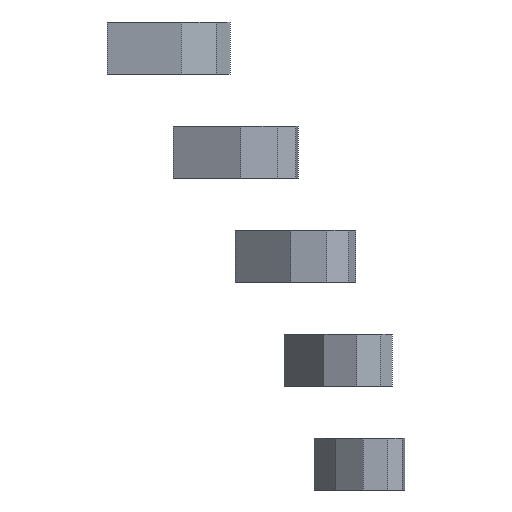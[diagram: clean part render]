
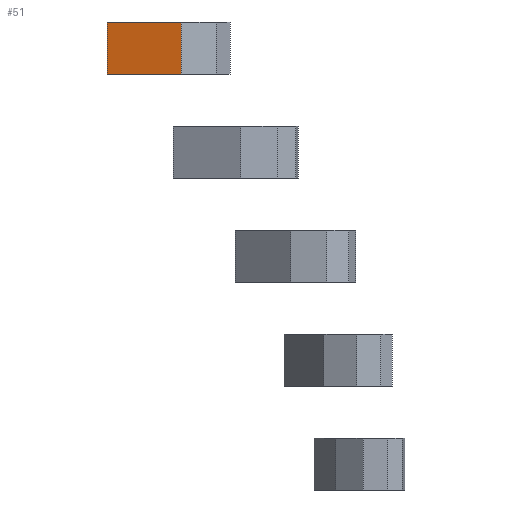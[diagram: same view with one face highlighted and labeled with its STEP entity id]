
A CAD part, left-side view. The second image highlights one B-rep face of the part: STEP entity #51.
In plain terms, the highlighted planar face has unit normal (-0.972, 0.236, 0).
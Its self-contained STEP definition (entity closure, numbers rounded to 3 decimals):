
#51 = ADVANCED_FACE('',(#52),#66,.F.);
#52 = FACE_BOUND('',#53,.F.);
#53 = EDGE_LOOP('',(#54,#89,#117,#145));
#54 = ORIENTED_EDGE('',*,*,#55,.T.);
#55 = EDGE_CURVE('',#56,#58,#60,.T.);
#56 = VERTEX_POINT('',#57);
#57 = CARTESIAN_POINT('',(7.412,26.98,40.));
#58 = VERTEX_POINT('',#59);
#59 = CARTESIAN_POINT('',(7.412,26.98,45.));
#60 = SURFACE_CURVE('',#61,(#65,#77),.PCURVE_S1.);
#61 = LINE('',#62,#63);
#62 = CARTESIAN_POINT('',(7.412,26.98,40.));
#63 = VECTOR('',#64,1.);
#64 = DIRECTION('',(0.,0.,1.));
#65 = PCURVE('',#66,#71);
#66 = PLANE('',#67);
#67 = AXIS2_PLACEMENT_3D('',#68,#69,#70);
#68 = CARTESIAN_POINT('',(7.412,26.98,40.));
#69 = DIRECTION('',(0.972,-0.236,0.));
#70 = DIRECTION('',(-0.236,-0.972,0.));
#71 = DEFINITIONAL_REPRESENTATION('',(#72),#76);
#72 = LINE('',#73,#74);
#73 = CARTESIAN_POINT('',(0.,0.));
#74 = VECTOR('',#75,1.);
#75 = DIRECTION('',(0.,-1.));
#76 = ( GEOMETRIC_REPRESENTATION_CONTEXT(2) 
PARAMETRIC_REPRESENTATION_CONTEXT() REPRESENTATION_CONTEXT('2D SPACE',''
  ) );
#77 = PCURVE('',#78,#83);
#78 = PLANE('',#79);
#79 = AXIS2_PLACEMENT_3D('',#80,#81,#82);
#80 = CARTESIAN_POINT('',(9.75,16.887,40.));
#81 = DIRECTION('',(-0.974,-0.226,0.));
#82 = DIRECTION('',(-0.226,0.974,0.));
#83 = DEFINITIONAL_REPRESENTATION('',(#84),#88);
#84 = LINE('',#85,#86);
#85 = CARTESIAN_POINT('',(10.36,0.));
#86 = VECTOR('',#87,1.);
#87 = DIRECTION('',(0.,-1.));
#88 = ( GEOMETRIC_REPRESENTATION_CONTEXT(2) 
PARAMETRIC_REPRESENTATION_CONTEXT() REPRESENTATION_CONTEXT('2D SPACE',''
  ) );
#89 = ORIENTED_EDGE('',*,*,#90,.T.);
#90 = EDGE_CURVE('',#58,#91,#93,.T.);
#91 = VERTEX_POINT('',#92);
#92 = CARTESIAN_POINT('',(5.67,19.821,45.));
#93 = SURFACE_CURVE('',#94,(#98,#105),.PCURVE_S1.);
#94 = LINE('',#95,#96);
#95 = CARTESIAN_POINT('',(7.412,26.98,45.));
#96 = VECTOR('',#97,1.);
#97 = DIRECTION('',(-0.236,-0.972,0.));
#98 = PCURVE('',#66,#99);
#99 = DEFINITIONAL_REPRESENTATION('',(#100),#104);
#100 = LINE('',#101,#102);
#101 = CARTESIAN_POINT('',(0.,-5.));
#102 = VECTOR('',#103,1.);
#103 = DIRECTION('',(1.,-0.));
#104 = ( GEOMETRIC_REPRESENTATION_CONTEXT(2) 
PARAMETRIC_REPRESENTATION_CONTEXT() REPRESENTATION_CONTEXT('2D SPACE',''
  ) );
#105 = PCURVE('',#106,#111);
#106 = PLANE('',#107);
#107 = AXIS2_PLACEMENT_3D('',#108,#109,#110);
#108 = CARTESIAN_POINT('',(8.439,19.751,45.));
#109 = DIRECTION('',(0.,0.,1.));
#110 = DIRECTION('',(0.5,0.866,0.));
#111 = DEFINITIONAL_REPRESENTATION('',(#112),#116);
#112 = LINE('',#113,#114);
#113 = CARTESIAN_POINT('',(5.747,4.503));
#114 = VECTOR('',#115,1.);
#115 = DIRECTION('',(-0.96,-0.281));
#116 = ( GEOMETRIC_REPRESENTATION_CONTEXT(2) 
PARAMETRIC_REPRESENTATION_CONTEXT() REPRESENTATION_CONTEXT('2D SPACE',''
  ) );
#117 = ORIENTED_EDGE('',*,*,#118,.F.);
#118 = EDGE_CURVE('',#119,#91,#121,.T.);
#119 = VERTEX_POINT('',#120);
#120 = CARTESIAN_POINT('',(5.67,19.821,40.));
#121 = SURFACE_CURVE('',#122,(#126,#133),.PCURVE_S1.);
#122 = LINE('',#123,#124);
#123 = CARTESIAN_POINT('',(5.67,19.821,40.));
#124 = VECTOR('',#125,1.);
#125 = DIRECTION('',(0.,0.,1.));
#126 = PCURVE('',#66,#127);
#127 = DEFINITIONAL_REPRESENTATION('',(#128),#132);
#128 = LINE('',#129,#130);
#129 = CARTESIAN_POINT('',(7.368,-0.));
#130 = VECTOR('',#131,1.);
#131 = DIRECTION('',(0.,-1.));
#132 = ( GEOMETRIC_REPRESENTATION_CONTEXT(2) 
PARAMETRIC_REPRESENTATION_CONTEXT() REPRESENTATION_CONTEXT('2D SPACE',''
  ) );
#133 = PCURVE('',#134,#139);
#134 = PLANE('',#135);
#135 = AXIS2_PLACEMENT_3D('',#136,#137,#138);
#136 = CARTESIAN_POINT('',(5.67,19.821,40.));
#137 = DIRECTION('',(0.95,0.314,0.));
#138 = DIRECTION('',(0.314,-0.95,0.));
#139 = DEFINITIONAL_REPRESENTATION('',(#140),#144);
#140 = LINE('',#141,#142);
#141 = CARTESIAN_POINT('',(0.,0.));
#142 = VECTOR('',#143,1.);
#143 = DIRECTION('',(0.,-1.));
#144 = ( GEOMETRIC_REPRESENTATION_CONTEXT(2) 
PARAMETRIC_REPRESENTATION_CONTEXT() REPRESENTATION_CONTEXT('2D SPACE',''
  ) );
#145 = ORIENTED_EDGE('',*,*,#146,.F.);
#146 = EDGE_CURVE('',#56,#119,#147,.T.);
#147 = SURFACE_CURVE('',#148,(#152,#159),.PCURVE_S1.);
#148 = LINE('',#149,#150);
#149 = CARTESIAN_POINT('',(7.412,26.98,40.));
#150 = VECTOR('',#151,1.);
#151 = DIRECTION('',(-0.236,-0.972,0.));
#152 = PCURVE('',#66,#153);
#153 = DEFINITIONAL_REPRESENTATION('',(#154),#158);
#154 = LINE('',#155,#156);
#155 = CARTESIAN_POINT('',(0.,0.));
#156 = VECTOR('',#157,1.);
#157 = DIRECTION('',(1.,-0.));
#158 = ( GEOMETRIC_REPRESENTATION_CONTEXT(2) 
PARAMETRIC_REPRESENTATION_CONTEXT() REPRESENTATION_CONTEXT('2D SPACE',''
  ) );
#159 = PCURVE('',#160,#165);
#160 = PLANE('',#161);
#161 = AXIS2_PLACEMENT_3D('',#162,#163,#164);
#162 = CARTESIAN_POINT('',(8.439,19.751,40.));
#163 = DIRECTION('',(0.,0.,1.));
#164 = DIRECTION('',(0.5,0.866,0.));
#165 = DEFINITIONAL_REPRESENTATION('',(#166),#170);
#166 = LINE('',#167,#168);
#167 = CARTESIAN_POINT('',(5.747,4.503));
#168 = VECTOR('',#169,1.);
#169 = DIRECTION('',(-0.96,-0.281));
#170 = ( GEOMETRIC_REPRESENTATION_CONTEXT(2) 
PARAMETRIC_REPRESENTATION_CONTEXT() REPRESENTATION_CONTEXT('2D SPACE',''
  ) );
